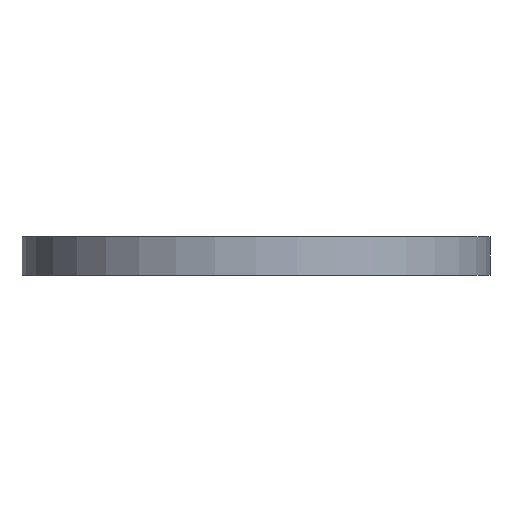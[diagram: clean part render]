
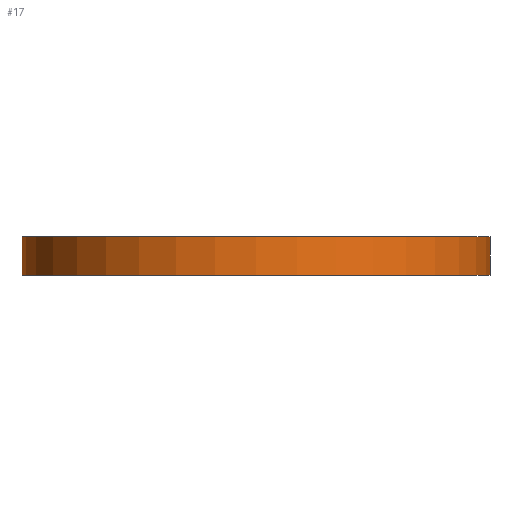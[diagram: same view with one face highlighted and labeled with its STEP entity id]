
A CAD part, front view. The second image highlights one B-rep face of the part: STEP entity #17.
In plain terms, the highlighted cylindrical face has radius 20 mm (diameter 40 mm), a partial arc.
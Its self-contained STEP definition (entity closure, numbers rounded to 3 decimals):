
#17 = ADVANCED_FACE('',(#18),#32,.T.);
#18 = FACE_BOUND('',#19,.T.);
#19 = EDGE_LOOP('',(#20,#55,#88,#114));
#20 = ORIENTED_EDGE('',*,*,#21,.T.);
#21 = EDGE_CURVE('',#22,#24,#26,.T.);
#22 = VERTEX_POINT('',#23);
#23 = CARTESIAN_POINT('',(20.,0.,0.));
#24 = VERTEX_POINT('',#25);
#25 = CARTESIAN_POINT('',(20.,0.,3.3));
#26 = SURFACE_CURVE('',#27,(#31,#43),.PCURVE_S1.);
#27 = LINE('',#28,#29);
#28 = CARTESIAN_POINT('',(20.,0.,0.));
#29 = VECTOR('',#30,1.);
#30 = DIRECTION('',(0.,0.,1.));
#31 = PCURVE('',#32,#37);
#32 = CYLINDRICAL_SURFACE('',#33,20.);
#33 = AXIS2_PLACEMENT_3D('',#34,#35,#36);
#34 = CARTESIAN_POINT('',(0.,0.,0.));
#35 = DIRECTION('',(0.,0.,1.));
#36 = DIRECTION('',(1.,0.,0.));
#37 = DEFINITIONAL_REPRESENTATION('',(#38),#42);
#38 = LINE('',#39,#40);
#39 = CARTESIAN_POINT('',(6.283,-0.));
#40 = VECTOR('',#41,1.);
#41 = DIRECTION('',(0.,1.));
#42 = ( GEOMETRIC_REPRESENTATION_CONTEXT(2) 
PARAMETRIC_REPRESENTATION_CONTEXT() REPRESENTATION_CONTEXT('2D SPACE',''
  ) );
#43 = PCURVE('',#44,#49);
#44 = CYLINDRICAL_SURFACE('',#45,20.);
#45 = AXIS2_PLACEMENT_3D('',#46,#47,#48);
#46 = CARTESIAN_POINT('',(0.,0.,0.));
#47 = DIRECTION('',(0.,0.,1.));
#48 = DIRECTION('',(1.,0.,0.));
#49 = DEFINITIONAL_REPRESENTATION('',(#50),#54);
#50 = LINE('',#51,#52);
#51 = CARTESIAN_POINT('',(0.,-0.));
#52 = VECTOR('',#53,1.);
#53 = DIRECTION('',(0.,1.));
#54 = ( GEOMETRIC_REPRESENTATION_CONTEXT(2) 
PARAMETRIC_REPRESENTATION_CONTEXT() REPRESENTATION_CONTEXT('2D SPACE',''
  ) );
#55 = ORIENTED_EDGE('',*,*,#56,.F.);
#56 = EDGE_CURVE('',#57,#24,#59,.T.);
#57 = VERTEX_POINT('',#58);
#58 = CARTESIAN_POINT('',(-3.487,19.694,3.3));
#59 = SURFACE_CURVE('',#60,(#65,#72),.PCURVE_S1.);
#60 = CIRCLE('',#61,20.);
#61 = AXIS2_PLACEMENT_3D('',#62,#63,#64);
#62 = CARTESIAN_POINT('',(0.,0.,3.3));
#63 = DIRECTION('',(0.,0.,1.));
#64 = DIRECTION('',(1.,0.,0.));
#65 = PCURVE('',#32,#66);
#66 = DEFINITIONAL_REPRESENTATION('',(#67),#71);
#67 = LINE('',#68,#69);
#68 = CARTESIAN_POINT('',(0.,3.3));
#69 = VECTOR('',#70,1.);
#70 = DIRECTION('',(1.,0.));
#71 = ( GEOMETRIC_REPRESENTATION_CONTEXT(2) 
PARAMETRIC_REPRESENTATION_CONTEXT() REPRESENTATION_CONTEXT('2D SPACE',''
  ) );
#72 = PCURVE('',#73,#78);
#73 = PLANE('',#74);
#74 = AXIS2_PLACEMENT_3D('',#75,#76,#77);
#75 = CARTESIAN_POINT('',(-3.487,19.694,3.3));
#76 = DIRECTION('',(0.,0.,-1.));
#77 = DIRECTION('',(-1.,0.,0.));
#78 = DEFINITIONAL_REPRESENTATION('',(#79),#87);
#79 = ( BOUNDED_CURVE() B_SPLINE_CURVE(2,(#80,#81,#82,#83,#84,#85,#86),
.UNSPECIFIED.,.T.,.F.) B_SPLINE_CURVE_WITH_KNOTS((1,2,2,2,2,1),(
    -2.094,0.,2.094,4.189,6.283,
8.378),.UNSPECIFIED.) CURVE() GEOMETRIC_REPRESENTATION_ITEM() 
RATIONAL_B_SPLINE_CURVE((1.,0.5,1.,0.5,1.,0.5,1.)) REPRESENTATION_ITEM(
  '') );
#80 = CARTESIAN_POINT('',(-23.487,-19.694));
#81 = CARTESIAN_POINT('',(-23.487,14.947));
#82 = CARTESIAN_POINT('',(6.513,-2.373));
#83 = CARTESIAN_POINT('',(36.513,-19.694));
#84 = CARTESIAN_POINT('',(6.513,-37.014));
#85 = CARTESIAN_POINT('',(-23.487,-54.335));
#86 = CARTESIAN_POINT('',(-23.487,-19.694));
#87 = ( GEOMETRIC_REPRESENTATION_CONTEXT(2) 
PARAMETRIC_REPRESENTATION_CONTEXT() REPRESENTATION_CONTEXT('2D SPACE',''
  ) );
#88 = ORIENTED_EDGE('',*,*,#89,.F.);
#89 = EDGE_CURVE('',#90,#57,#92,.T.);
#90 = VERTEX_POINT('',#91);
#91 = CARTESIAN_POINT('',(-3.487,19.694,0.));
#92 = SURFACE_CURVE('',#93,(#97,#103),.PCURVE_S1.);
#93 = LINE('',#94,#95);
#94 = CARTESIAN_POINT('',(-3.487,19.694,0.));
#95 = VECTOR('',#96,1.);
#96 = DIRECTION('',(0.,0.,1.));
#97 = PCURVE('',#32,#98);
#98 = DEFINITIONAL_REPRESENTATION('',(#99),#102);
#99 = B_SPLINE_CURVE_WITH_KNOTS('',1,(#100,#101),.UNSPECIFIED.,.F.,.F.,(
    2,2),(0.,3.3),.PIECEWISE_BEZIER_KNOTS.);
#100 = CARTESIAN_POINT('',(1.746,0.));
#101 = CARTESIAN_POINT('',(1.746,3.3));
#102 = ( GEOMETRIC_REPRESENTATION_CONTEXT(2) 
PARAMETRIC_REPRESENTATION_CONTEXT() REPRESENTATION_CONTEXT('2D SPACE',''
  ) );
#103 = PCURVE('',#104,#109);
#104 = CYLINDRICAL_SURFACE('',#105,3.5);
#105 = AXIS2_PLACEMENT_3D('',#106,#107,#108);
#106 = CARTESIAN_POINT('',(0.,20.,0.));
#107 = DIRECTION('',(0.,0.,1.));
#108 = DIRECTION('',(1.,0.,0.));
#109 = DEFINITIONAL_REPRESENTATION('',(#110),#113);
#110 = B_SPLINE_CURVE_WITH_KNOTS('',1,(#111,#112),.UNSPECIFIED.,.F.,.F.,
  (2,2),(0.,3.3),.PIECEWISE_BEZIER_KNOTS.);
#111 = CARTESIAN_POINT('',(3.229,0.));
#112 = CARTESIAN_POINT('',(3.229,3.3));
#113 = ( GEOMETRIC_REPRESENTATION_CONTEXT(2) 
PARAMETRIC_REPRESENTATION_CONTEXT() REPRESENTATION_CONTEXT('2D SPACE',''
  ) );
#114 = ORIENTED_EDGE('',*,*,#115,.T.);
#115 = EDGE_CURVE('',#90,#22,#116,.T.);
#116 = SURFACE_CURVE('',#117,(#122,#129),.PCURVE_S1.);
#117 = CIRCLE('',#118,20.);
#118 = AXIS2_PLACEMENT_3D('',#119,#120,#121);
#119 = CARTESIAN_POINT('',(0.,0.,0.));
#120 = DIRECTION('',(0.,0.,1.));
#121 = DIRECTION('',(1.,0.,0.));
#122 = PCURVE('',#32,#123);
#123 = DEFINITIONAL_REPRESENTATION('',(#124),#128);
#124 = LINE('',#125,#126);
#125 = CARTESIAN_POINT('',(0.,0.));
#126 = VECTOR('',#127,1.);
#127 = DIRECTION('',(1.,0.));
#128 = ( GEOMETRIC_REPRESENTATION_CONTEXT(2) 
PARAMETRIC_REPRESENTATION_CONTEXT() REPRESENTATION_CONTEXT('2D SPACE',''
  ) );
#129 = PCURVE('',#130,#135);
#130 = PLANE('',#131);
#131 = AXIS2_PLACEMENT_3D('',#132,#133,#134);
#132 = CARTESIAN_POINT('',(-3.487,19.694,0.));
#133 = DIRECTION('',(0.,0.,-1.));
#134 = DIRECTION('',(-1.,0.,0.));
#135 = DEFINITIONAL_REPRESENTATION('',(#136),#144);
#136 = ( BOUNDED_CURVE() B_SPLINE_CURVE(2,(#137,#138,#139,#140,#141,#142
,#143),.UNSPECIFIED.,.T.,.F.) B_SPLINE_CURVE_WITH_KNOTS((1,2,2,2,2,1),(
    -2.094,0.,2.094,4.189,6.283,
8.378),.UNSPECIFIED.) CURVE() GEOMETRIC_REPRESENTATION_ITEM() 
RATIONAL_B_SPLINE_CURVE((1.,0.5,1.,0.5,1.,0.5,1.)) REPRESENTATION_ITEM(
  '') );
#137 = CARTESIAN_POINT('',(-23.487,-19.694));
#138 = CARTESIAN_POINT('',(-23.487,14.947));
#139 = CARTESIAN_POINT('',(6.513,-2.373));
#140 = CARTESIAN_POINT('',(36.513,-19.694));
#141 = CARTESIAN_POINT('',(6.513,-37.014));
#142 = CARTESIAN_POINT('',(-23.487,-54.335));
#143 = CARTESIAN_POINT('',(-23.487,-19.694));
#144 = ( GEOMETRIC_REPRESENTATION_CONTEXT(2) 
PARAMETRIC_REPRESENTATION_CONTEXT() REPRESENTATION_CONTEXT('2D SPACE',''
  ) );
